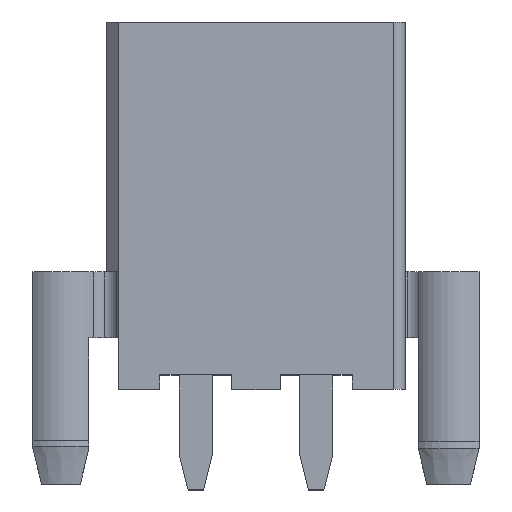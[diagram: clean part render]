
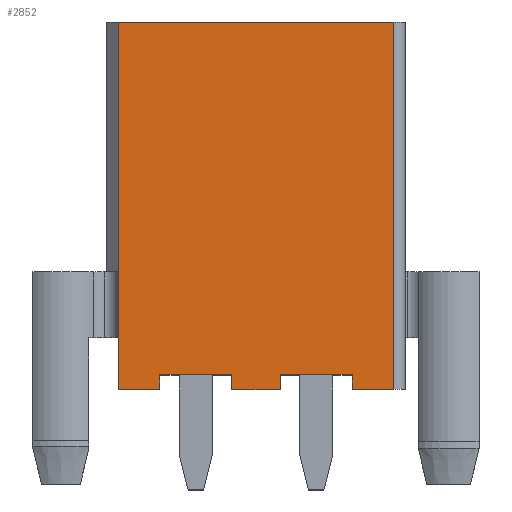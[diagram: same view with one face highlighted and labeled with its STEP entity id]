
A CAD part, top view. The second image highlights one B-rep face of the part: STEP entity #2852.
In plain terms, the highlighted planar face has unit normal (0, 0, 1).
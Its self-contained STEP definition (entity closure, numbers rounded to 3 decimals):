
#9=DIRECTION('',(0.,-1.,0.));
#10=VECTOR('',#9,12.8);
#11=CARTESIAN_POINT('',(-4.8,12.8,4.8));
#12=LINE('',#11,#10);
#463=DIRECTION('',(0.,-1.,0.));
#464=VECTOR('',#463,12.8);
#465=CARTESIAN_POINT('',(4.8,12.8,4.8));
#466=LINE('',#465,#464);
#487=DIRECTION('',(1.,0.,0.));
#488=VECTOR('',#487,1.45);
#489=CARTESIAN_POINT('',(3.35,0.,4.8));
#490=LINE('',#489,#488);
#500=DIRECTION('',(1.,0.,0.));
#501=VECTOR('',#500,1.45);
#502=CARTESIAN_POINT('',(-4.8,0.,4.8));
#503=LINE('',#502,#501);
#508=DIRECTION('',(1.,0.,0.));
#509=VECTOR('',#508,1.7);
#510=CARTESIAN_POINT('',(-0.85,0.,4.8));
#511=LINE('',#510,#509);
#568=DIRECTION('',(0.,1.,0.));
#569=VECTOR('',#568,0.5);
#570=CARTESIAN_POINT('',(-3.35,0.,4.8));
#571=LINE('',#570,#569);
#572=DIRECTION('',(1.,0.,0.));
#573=VECTOR('',#572,9.6);
#574=CARTESIAN_POINT('',(-4.8,12.8,4.8));
#575=LINE('',#574,#573);
#576=DIRECTION('',(0.,1.,0.));
#577=VECTOR('',#576,0.5);
#578=CARTESIAN_POINT('',(3.35,0.,4.8));
#579=LINE('',#578,#577);
#580=DIRECTION('',(-1.,0.,0.));
#581=VECTOR('',#580,2.5);
#582=CARTESIAN_POINT('',(3.35,0.5,4.8));
#583=LINE('',#582,#581);
#584=DIRECTION('',(0.,1.,0.));
#585=VECTOR('',#584,0.5);
#586=CARTESIAN_POINT('',(0.85,0.,4.8));
#587=LINE('',#586,#585);
#588=DIRECTION('',(0.,1.,0.));
#589=VECTOR('',#588,0.5);
#590=CARTESIAN_POINT('',(-0.85,0.,4.8));
#591=LINE('',#590,#589);
#592=DIRECTION('',(-1.,0.,0.));
#593=VECTOR('',#592,2.5);
#594=CARTESIAN_POINT('',(-0.85,0.5,4.8));
#595=LINE('',#594,#593);
#1679=CARTESIAN_POINT('',(-4.8,12.8,4.8));
#1680=CARTESIAN_POINT('',(-4.8,0.,4.8));
#1681=VERTEX_POINT('',#1679);
#1682=VERTEX_POINT('',#1680);
#1687=CARTESIAN_POINT('',(4.8,12.8,4.8));
#1688=CARTESIAN_POINT('',(4.8,0.,4.8));
#1689=VERTEX_POINT('',#1687);
#1690=VERTEX_POINT('',#1688);
#1787=CARTESIAN_POINT('',(0.85,0.,4.8));
#1789=VERTEX_POINT('',#1787);
#1791=CARTESIAN_POINT('',(3.35,0.,4.8));
#1793=VERTEX_POINT('',#1791);
#1799=CARTESIAN_POINT('',(0.85,0.5,4.8));
#1800=VERTEX_POINT('',#1799);
#1801=CARTESIAN_POINT('',(3.35,0.5,4.8));
#1802=VERTEX_POINT('',#1801);
#2023=CARTESIAN_POINT('',(-3.35,0.,4.8));
#2025=VERTEX_POINT('',#2023);
#2027=CARTESIAN_POINT('',(-0.85,0.,4.8));
#2029=VERTEX_POINT('',#2027);
#2035=CARTESIAN_POINT('',(-3.35,0.5,4.8));
#2036=VERTEX_POINT('',#2035);
#2037=CARTESIAN_POINT('',(-0.85,0.5,4.8));
#2038=VERTEX_POINT('',#2037);
#2828=CARTESIAN_POINT('',(-4.8,12.8,4.8));
#2829=DIRECTION('',(0.,0.,1.));
#2830=DIRECTION('',(0.,-1.,0.));
#2831=AXIS2_PLACEMENT_3D('',#2828,#2829,#2830);
#2832=PLANE('',#2831);
#2833=ORIENTED_EDGE('',*,*,#2820,.F.);
#2834=ORIENTED_EDGE('',*,*,#2744,.F.);
#2835=ORIENTED_EDGE('',*,*,#2196,.F.);
#2837=ORIENTED_EDGE('',*,*,#2836,.T.);
#2838=ORIENTED_EDGE('',*,*,#2709,.T.);
#2839=ORIENTED_EDGE('',*,*,#2723,.F.);
#2840=ORIENTED_EDGE('',*,*,#2775,.T.);
#2842=ORIENTED_EDGE('',*,*,#2841,.T.);
#2844=ORIENTED_EDGE('',*,*,#2843,.F.);
#2845=ORIENTED_EDGE('',*,*,#2756,.F.);
#2847=ORIENTED_EDGE('',*,*,#2846,.T.);
#2849=ORIENTED_EDGE('',*,*,#2848,.T.);
#2850=EDGE_LOOP('',(#2833,#2834,#2835,#2837,#2838,#2839,#2840,#2842,#2844,#2845,
#2847,#2849));
#2851=FACE_OUTER_BOUND('',#2850,.F.);
#2852=ADVANCED_FACE('',(#2851),#2832,.T.);
#2196=EDGE_CURVE('',#1681,#1682,#12,.T.);
#2709=EDGE_CURVE('',#1689,#1690,#466,.T.);
#2723=EDGE_CURVE('',#1793,#1690,#490,.T.);
#2744=EDGE_CURVE('',#1682,#2025,#503,.T.);
#2756=EDGE_CURVE('',#2029,#1789,#511,.T.);
#2775=EDGE_CURVE('',#1793,#1802,#579,.T.);
#2820=EDGE_CURVE('',#2025,#2036,#571,.T.);
#2836=EDGE_CURVE('',#1681,#1689,#575,.T.);
#2841=EDGE_CURVE('',#1802,#1800,#583,.T.);
#2843=EDGE_CURVE('',#1789,#1800,#587,.T.);
#2846=EDGE_CURVE('',#2029,#2038,#591,.T.);
#2848=EDGE_CURVE('',#2038,#2036,#595,.T.);
